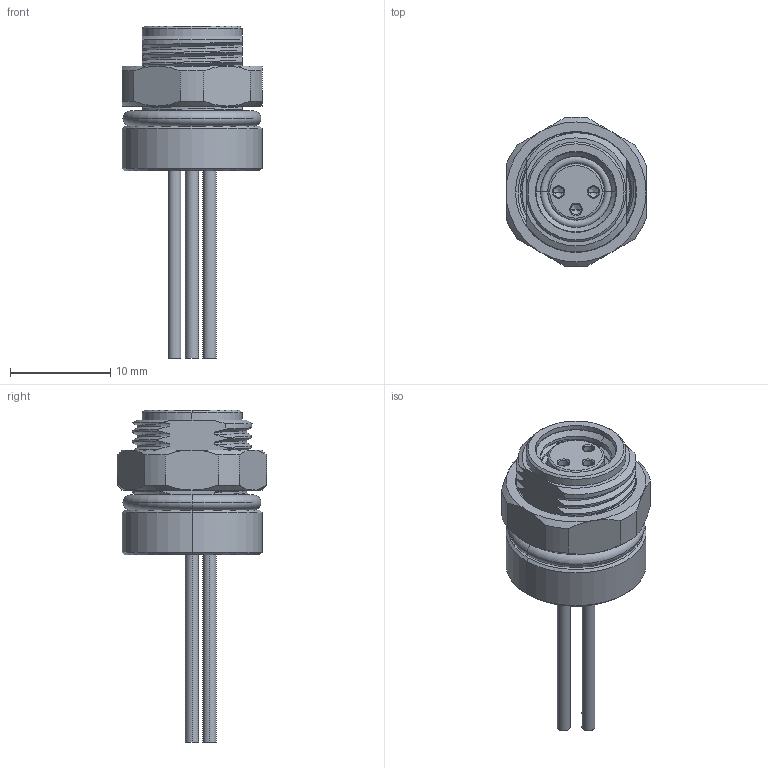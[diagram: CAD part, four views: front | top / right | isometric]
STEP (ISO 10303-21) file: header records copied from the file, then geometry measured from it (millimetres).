
FILE_DESCRIPTION((''),'2;1');
FILE_NAME('PRT0003','2023-07-05T',('gongchengVI'),(''),'PRO/ENGINEER BY PARAMETRIC TECHNOLOGY CORPORATION, 2010280','PRO/ENGINEER BY PARAMETRIC TECHNOLOGY CORPORATION, 2010280','');
FILE_SCHEMA(('CONFIG_CONTROL_DESIGN'));
Length unit declared in the file: millimetre
Products named in the file (1): PRT0003
Bounding box: 14 x 14.98 x 33.2 mm (x, y, z)
Surface area: 3221.5 mm2 (no closed solid volume)
Topology: 0 solids, 12 shells, 424 faces, 1032 edges, 644 vertices
Faces by surface type: cylinder 142, plane 119, cone 84, bspline 59, torus 20
Entity records: 28025 total; most frequent: CARTESIAN_POINT 18443, ORIENTED_EDGE 2040, DIRECTION 1877, EDGE_CURVE 1020, AXIS2_PLACEMENT_3D 737, VERTEX_POINT 644, EDGE_LOOP 468, FACE_OUTER_BOUND 424
